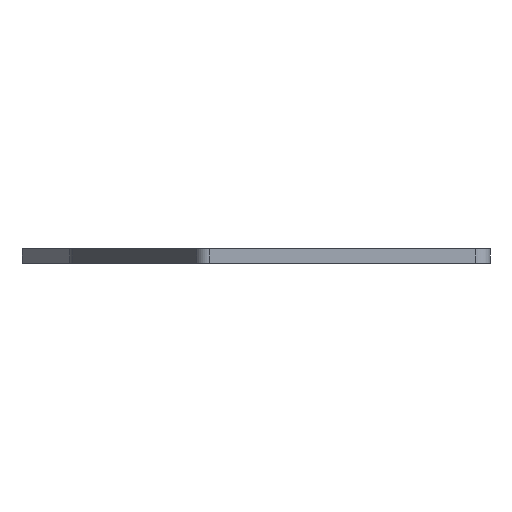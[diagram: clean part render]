
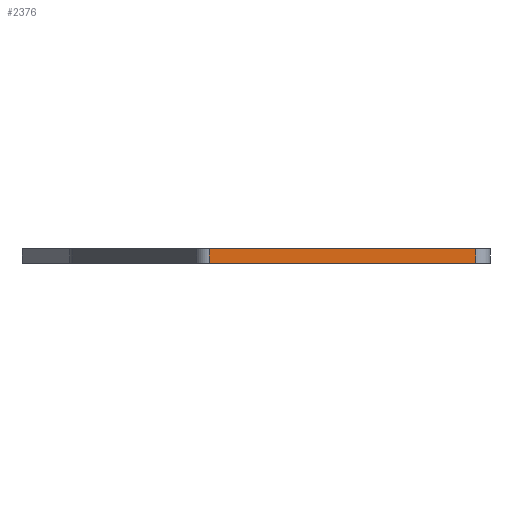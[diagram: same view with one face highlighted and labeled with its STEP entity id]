
A CAD part, front view. The second image highlights one B-rep face of the part: STEP entity #2376.
In plain terms, the highlighted planar face has unit normal (0, -1, 0).
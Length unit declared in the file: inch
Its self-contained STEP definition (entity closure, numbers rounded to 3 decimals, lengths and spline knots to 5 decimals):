
#212 = ORIENTED_EDGE ( 'NONE', *, *, #2674, .T. ) ;
#217 = LINE ( 'NONE', #2819, #3111 ) ;
#392 = DIRECTION ( 'NONE',  ( 0., 0., -1. ) ) ;
#461 = VERTEX_POINT ( 'NONE', #3735 ) ;
#510 = EDGE_CURVE ( 'NONE', #461, #3145, #217, .T. ) ;
#565 = EDGE_CURVE ( 'NONE', #3671, #461, #3478, .T. ) ;
#568 = DIRECTION ( 'NONE',  ( -1., 0., 0. ) ) ;
#577 = LINE ( 'NONE', #951, #1494 ) ;
#705 = DIRECTION ( 'NONE',  ( 0., -1., 0. ) ) ;
#833 = ORIENTED_EDGE ( 'NONE', *, *, #510, .T. ) ;
#880 = DIRECTION ( 'NONE',  ( 0., 0., -1. ) ) ;
#951 = CARTESIAN_POINT ( 'NONE',  ( 21.52424, 3.824, 0.125 ) ) ;
#1331 = EDGE_LOOP ( 'NONE', ( #2333, #833, #3631, #212 ) ) ;
#1494 = VECTOR ( 'NONE', #2828, 39.37008 ) ;
#2249 = LINE ( 'NONE', #3725, #2462 ) ;
#2271 = CARTESIAN_POINT ( 'NONE',  ( 16.83505, 3.824, -0.125 ) ) ;
#2318 = FACE_OUTER_BOUND ( 'NONE', #1331, .T. ) ;
#2333 = ORIENTED_EDGE ( 'NONE', *, *, #565, .T. ) ;
#2376 = ADVANCED_FACE ( 'NONE', ( #2318 ), #2907, .T. ) ;
#2462 = VECTOR ( 'NONE', #3855, 39.37008 ) ;
#2674 = EDGE_CURVE ( 'NONE', #2754, #3671, #577, .T. ) ;
#2754 = VERTEX_POINT ( 'NONE', #3626 ) ;
#2819 = CARTESIAN_POINT ( 'NONE',  ( 16.83505, 3.824, -0.125 ) ) ;
#2828 = DIRECTION ( 'NONE',  ( 0., 0., 1. ) ) ;
#2907 = PLANE ( 'NONE',  #4032 ) ;
#3111 = VECTOR ( 'NONE', #880, 39.37008 ) ;
#3145 = VERTEX_POINT ( 'NONE', #2271 ) ;
#3147 = CARTESIAN_POINT ( 'NONE',  ( 0., 3.824, 0.125 ) ) ;
#3478 = LINE ( 'NONE', #3147, #4056 ) ;
#3601 = CARTESIAN_POINT ( 'NONE',  ( 0., 3.824, 0.125 ) ) ;
#3626 = CARTESIAN_POINT ( 'NONE',  ( 21.52424, 3.824, -0.125 ) ) ;
#3631 = ORIENTED_EDGE ( 'NONE', *, *, #3632, .F. ) ;
#3632 = EDGE_CURVE ( 'NONE', #2754, #3145, #2249, .T. ) ;
#3671 = VERTEX_POINT ( 'NONE', #4069 ) ;
#3725 = CARTESIAN_POINT ( 'NONE',  ( 0., 3.824, -0.125 ) ) ;
#3735 = CARTESIAN_POINT ( 'NONE',  ( 16.83505, 3.824, 0.125 ) ) ;
#3855 = DIRECTION ( 'NONE',  ( -1., 0., 0. ) ) ;
#4032 = AXIS2_PLACEMENT_3D ( 'NONE', #3601, #705, #392 ) ;
#4056 = VECTOR ( 'NONE', #568, 39.37008 ) ;
#4069 = CARTESIAN_POINT ( 'NONE',  ( 21.52424, 3.824, 0.125 ) ) ;
